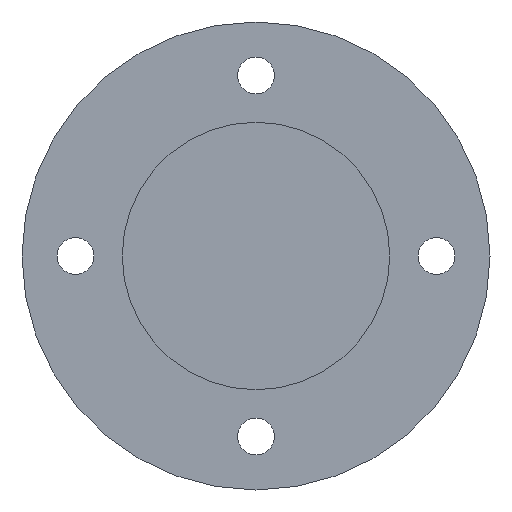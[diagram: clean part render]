
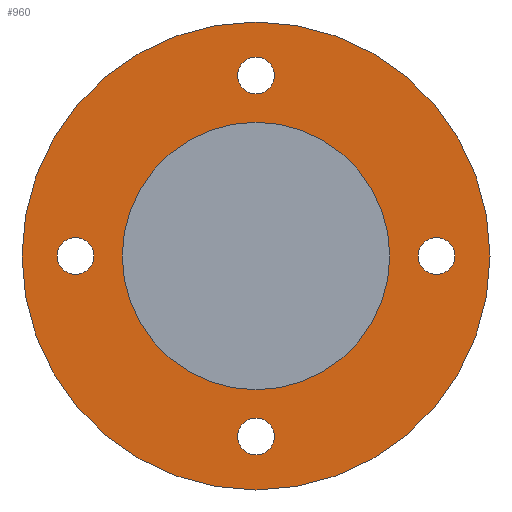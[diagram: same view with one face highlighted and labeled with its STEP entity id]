
A CAD part, left-side view. The second image highlights one B-rep face of the part: STEP entity #960.
In plain terms, the highlighted planar face has unit normal (-1, 0, 0).
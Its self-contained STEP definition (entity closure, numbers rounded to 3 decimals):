
#10=CARTESIAN_POINT('',(0.,0.,-32.5));
#20=DIRECTION('',(-1.,0.,0.));
#30=DIRECTION('',(0.,0.,1.));
#40=AXIS2_PLACEMENT_3D('',#10,#20,#30);
#50=PLANE('',#40);
#60=CARTESIAN_POINT('',(0.,0.,0.));
#70=DIRECTION('',(-1.,0.,0.));
#80=DIRECTION('',(0.,0.,1.));
#90=AXIS2_PLACEMENT_3D('',#60,#70,#80);
#100=CIRCLE('',#90,35.);
#110=CARTESIAN_POINT('',(0.,0.,35.));
#120=VERTEX_POINT('',#110);
#130=CARTESIAN_POINT('',(0.,0.,-35.));
#140=VERTEX_POINT('',#130);
#150=EDGE_CURVE('',#120,#140,#100,.T.);
#160=ORIENTED_EDGE('',*,*,#150,.T.);
#170=EDGE_CURVE('',#140,#120,#100,.T.);
#180=ORIENTED_EDGE('',*,*,#170,.T.);
#190=EDGE_LOOP('',(#180,#160));
#200=FACE_OUTER_BOUND('',#190,.T.);
#210=CARTESIAN_POINT('',(0.,0.,27.));
#220=DIRECTION('',(1.,0.,0.));
#230=DIRECTION('',(0.,0.,1.));
#240=AXIS2_PLACEMENT_3D('',#210,#220,#230);
#250=CIRCLE('',#240,2.75);
#260=CARTESIAN_POINT('',(0.,0.,29.75));
#270=VERTEX_POINT('',#260);
#280=CARTESIAN_POINT('',(0.,0.,24.25));
#290=VERTEX_POINT('',#280);
#300=EDGE_CURVE('',#270,#290,#250,.T.);
#310=ORIENTED_EDGE('',*,*,#300,.T.);
#320=EDGE_CURVE('',#290,#270,#250,.T.);
#330=ORIENTED_EDGE('',*,*,#320,.T.);
#340=EDGE_LOOP('',(#330,#310));
#350=FACE_BOUND('',#340,.T.);
#360=CARTESIAN_POINT('',(0.,27.,0.));
#370=DIRECTION('',(1.,0.,0.));
#380=DIRECTION('',(0.,1.,0.));
#390=AXIS2_PLACEMENT_3D('',#360,#370,#380);
#400=CIRCLE('',#390,2.75);
#410=CARTESIAN_POINT('',(0.,29.75,0.));
#420=VERTEX_POINT('',#410);
#430=CARTESIAN_POINT('',(0.,24.25,0.));
#440=VERTEX_POINT('',#430);
#450=EDGE_CURVE('',#420,#440,#400,.T.);
#460=ORIENTED_EDGE('',*,*,#450,.T.);
#470=EDGE_CURVE('',#440,#420,#400,.T.);
#480=ORIENTED_EDGE('',*,*,#470,.T.);
#490=EDGE_LOOP('',(#480,#460));
#500=FACE_BOUND('',#490,.T.);
#510=CARTESIAN_POINT('',(0.,0.,-27.));
#520=DIRECTION('',(1.,0.,0.));
#530=DIRECTION('',(0.,0.,-1.));
#540=AXIS2_PLACEMENT_3D('',#510,#520,#530);
#550=CIRCLE('',#540,2.75);
#560=CARTESIAN_POINT('',(0.,0.,-29.75));
#570=VERTEX_POINT('',#560);
#580=CARTESIAN_POINT('',(0.,0.,-24.25));
#590=VERTEX_POINT('',#580);
#600=EDGE_CURVE('',#570,#590,#550,.T.);
#610=ORIENTED_EDGE('',*,*,#600,.T.);
#620=EDGE_CURVE('',#590,#570,#550,.T.);
#630=ORIENTED_EDGE('',*,*,#620,.T.);
#640=EDGE_LOOP('',(#630,#610));
#650=FACE_BOUND('',#640,.T.);
#660=CARTESIAN_POINT('',(0.,-27.,0.));
#670=DIRECTION('',(1.,0.,0.));
#680=DIRECTION('',(0.,-1.,0.));
#690=AXIS2_PLACEMENT_3D('',#660,#670,#680);
#700=CIRCLE('',#690,2.75);
#710=CARTESIAN_POINT('',(0.,-29.75,0.));
#720=VERTEX_POINT('',#710);
#730=CARTESIAN_POINT('',(0.,-24.25,0.));
#740=VERTEX_POINT('',#730);
#750=EDGE_CURVE('',#720,#740,#700,.T.);
#760=ORIENTED_EDGE('',*,*,#750,.T.);
#770=EDGE_CURVE('',#740,#720,#700,.T.);
#780=ORIENTED_EDGE('',*,*,#770,.T.);
#790=EDGE_LOOP('',(#780,#760));
#800=FACE_BOUND('',#790,.T.);
#810=CARTESIAN_POINT('',(0.,0.,0.));
#820=DIRECTION('',(-1.,0.,0.));
#830=DIRECTION('',(0.,1.,0.));
#840=AXIS2_PLACEMENT_3D('',#810,#820,#830);
#850=CIRCLE('',#840,20.);
#860=CARTESIAN_POINT('',(0.,20.,0.));
#870=VERTEX_POINT('',#860);
#880=CARTESIAN_POINT('',(0.,-20.,0.));
#890=VERTEX_POINT('',#880);
#900=EDGE_CURVE('',#870,#890,#850,.T.);
#910=ORIENTED_EDGE('',*,*,#900,.F.);
#920=EDGE_CURVE('',#890,#870,#850,.T.);
#930=ORIENTED_EDGE('',*,*,#920,.F.);
#940=EDGE_LOOP('',(#930,#910));
#950=FACE_BOUND('',#940,.T.);
#960=ADVANCED_FACE('',(#200,#350,#500,#650,#800,#950),#50,.T.);
